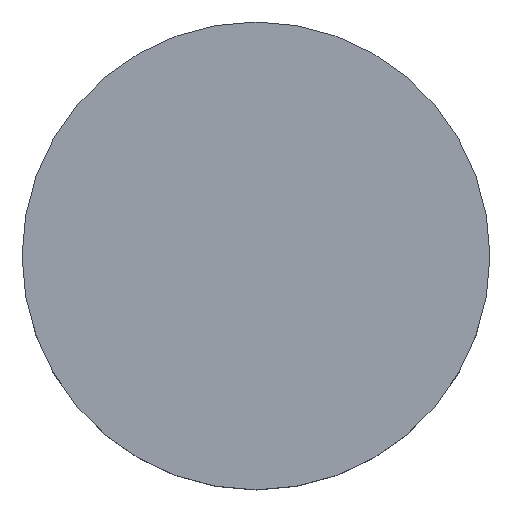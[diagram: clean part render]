
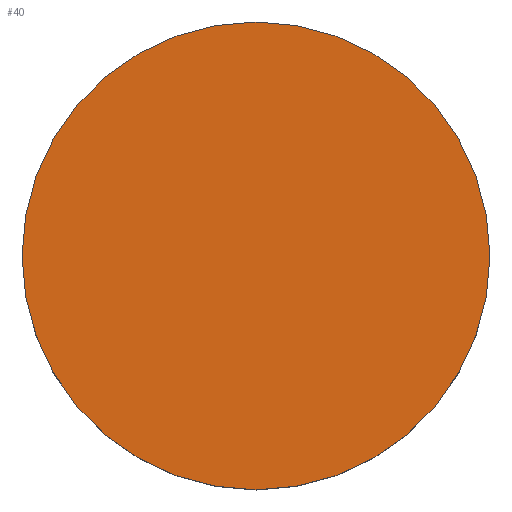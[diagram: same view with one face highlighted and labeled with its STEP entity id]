
A CAD part, top view. The second image highlights one B-rep face of the part: STEP entity #40.
In plain terms, the highlighted planar face has unit normal (0, 0, 1).
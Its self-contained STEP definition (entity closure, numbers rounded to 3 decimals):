
#40 = ADVANCED_FACE ( 'NONE', ( #240 ), #477, .T. ) ;
#84 = AXIS2_PLACEMENT_3D ( 'NONE', #392, #570, #964 ) ;
#94 = CARTESIAN_POINT ( 'NONE',  ( 0., 0., 12.5 ) ) ;
#115 = CARTESIAN_POINT ( 'NONE',  ( 0., 15., 12.5 ) ) ;
#150 = EDGE_CURVE ( 'NONE', #907, #892, #583, .T. ) ;
#240 = FACE_OUTER_BOUND ( 'NONE', #547, .T. ) ;
#392 = CARTESIAN_POINT ( 'NONE',  ( 0., 0., 12.5 ) ) ;
#395 = CIRCLE ( 'NONE', #675, 15. ) ;
#431 = DIRECTION ( 'NONE',  ( 0., 0., -1. ) ) ;
#477 = PLANE ( 'NONE',  #84 ) ;
#484 = ORIENTED_EDGE ( 'NONE', *, *, #150, .F. ) ;
#491 = DIRECTION ( 'NONE',  ( 0., 0., -1. ) ) ;
#537 = EDGE_CURVE ( 'NONE', #892, #907, #395, .T. ) ;
#547 = EDGE_LOOP ( 'NONE', ( #821, #484 ) ) ;
#550 = DIRECTION ( 'NONE',  ( 0., 1., 0. ) ) ;
#570 = DIRECTION ( 'NONE',  ( 0., 0., 1. ) ) ;
#583 = CIRCLE ( 'NONE', #695, 15. ) ;
#675 = AXIS2_PLACEMENT_3D ( 'NONE', #94, #431, #854 ) ;
#695 = AXIS2_PLACEMENT_3D ( 'NONE', #815, #491, #550 ) ;
#785 = CARTESIAN_POINT ( 'NONE',  ( 0., -15., 12.5 ) ) ;
#815 = CARTESIAN_POINT ( 'NONE',  ( 0., 0., 12.5 ) ) ;
#821 = ORIENTED_EDGE ( 'NONE', *, *, #537, .F. ) ;
#854 = DIRECTION ( 'NONE',  ( 0., 1., 0. ) ) ;
#892 = VERTEX_POINT ( 'NONE', #115 ) ;
#907 = VERTEX_POINT ( 'NONE', #785 ) ;
#964 = DIRECTION ( 'NONE',  ( 1., 0., 0. ) ) ;
